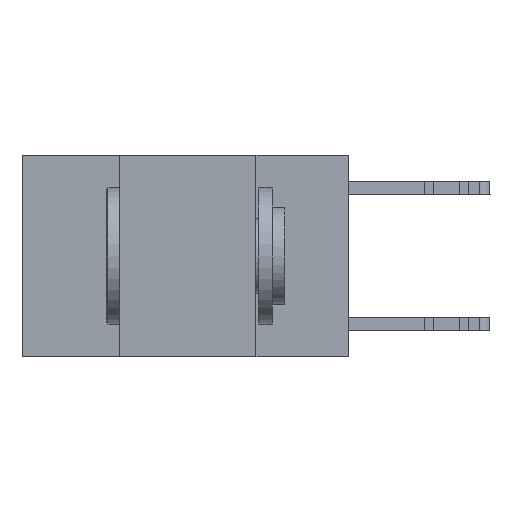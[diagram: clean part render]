
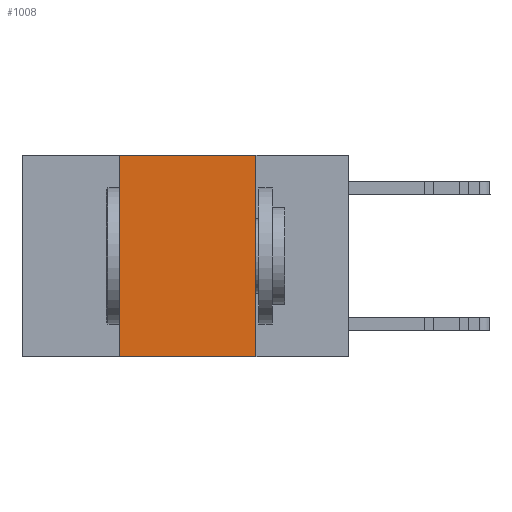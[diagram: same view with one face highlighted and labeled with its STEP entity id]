
A CAD part, left-side view. The second image highlights one B-rep face of the part: STEP entity #1008.
In plain terms, the highlighted planar face has unit normal (-1, 0, 0).
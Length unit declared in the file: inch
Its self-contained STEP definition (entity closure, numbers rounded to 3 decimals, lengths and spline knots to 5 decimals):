
#286 = CARTESIAN_POINT ( 'NONE',  ( 0., 0.17, -0.37 ) ) ;
#973 = VERTEX_POINT ( 'NONE', #24500 ) ;
#1008 = ADVANCED_FACE ( 'NONE', ( #6359 ), #22824, .F. ) ;
#1732 = ORIENTED_EDGE ( 'NONE', *, *, #27238, .F. ) ;
#2036 = VERTEX_POINT ( 'NONE', #26340 ) ;
#4498 = VECTOR ( 'NONE', #10983, 39.37008 ) ;
#4629 = CARTESIAN_POINT ( 'NONE',  ( 0., 0.6, 0. ) ) ;
#5541 = CARTESIAN_POINT ( 'NONE',  ( 0., 0.17, 0. ) ) ;
#5898 = ORIENTED_EDGE ( 'NONE', *, *, #21154, .F. ) ;
#5974 = EDGE_CURVE ( 'NONE', #973, #10079, #10561, .T. ) ;
#6359 = FACE_OUTER_BOUND ( 'NONE', #7392, .T. ) ;
#7392 = EDGE_LOOP ( 'NONE', ( #28313, #1732, #5898, #15244 ) ) ;
#7672 = CARTESIAN_POINT ( 'NONE',  ( 0., 0.17, 0. ) ) ;
#9364 = LINE ( 'NONE', #5541, #19269 ) ;
#10079 = VERTEX_POINT ( 'NONE', #286 ) ;
#10214 = VECTOR ( 'NONE', #15218, 39.37008 ) ;
#10561 = LINE ( 'NONE', #16503, #10214 ) ;
#10955 = VECTOR ( 'NONE', #22743, 39.37008 ) ;
#10983 = DIRECTION ( 'NONE',  ( 0., 0., 1. ) ) ;
#12946 = VERTEX_POINT ( 'NONE', #7672 ) ;
#15218 = DIRECTION ( 'NONE',  ( 0., -1., 0. ) ) ;
#15244 = ORIENTED_EDGE ( 'NONE', *, *, #5974, .T. ) ;
#16503 = CARTESIAN_POINT ( 'NONE',  ( 0., 0.6, -0.37 ) ) ;
#16727 = AXIS2_PLACEMENT_3D ( 'NONE', #26585, #29126, #29064 ) ;
#18562 = LINE ( 'NONE', #26721, #4498 ) ;
#19092 = DIRECTION ( 'NONE',  ( 0., 0., -1. ) ) ;
#19269 = VECTOR ( 'NONE', #19092, 39.37008 ) ;
#21154 = EDGE_CURVE ( 'NONE', #973, #2036, #18562, .T. ) ;
#21542 = EDGE_CURVE ( 'NONE', #12946, #10079, #9364, .T. ) ;
#22743 = DIRECTION ( 'NONE',  ( 0., -1., 0. ) ) ;
#22824 = PLANE ( 'NONE',  #16727 ) ;
#24500 = CARTESIAN_POINT ( 'NONE',  ( 0., 0.42, -0.37 ) ) ;
#26340 = CARTESIAN_POINT ( 'NONE',  ( 0., 0.42, 0. ) ) ;
#26585 = CARTESIAN_POINT ( 'NONE',  ( 0., 0.6, 0. ) ) ;
#26721 = CARTESIAN_POINT ( 'NONE',  ( 0., 0.42, 0. ) ) ;
#27238 = EDGE_CURVE ( 'NONE', #2036, #12946, #28776, .T. ) ;
#28313 = ORIENTED_EDGE ( 'NONE', *, *, #21542, .F. ) ;
#28776 = LINE ( 'NONE', #4629, #10955 ) ;
#29064 = DIRECTION ( 'NONE',  ( 0., 0., -1. ) ) ;
#29126 = DIRECTION ( 'NONE',  ( 1., 0., 0. ) ) ;
